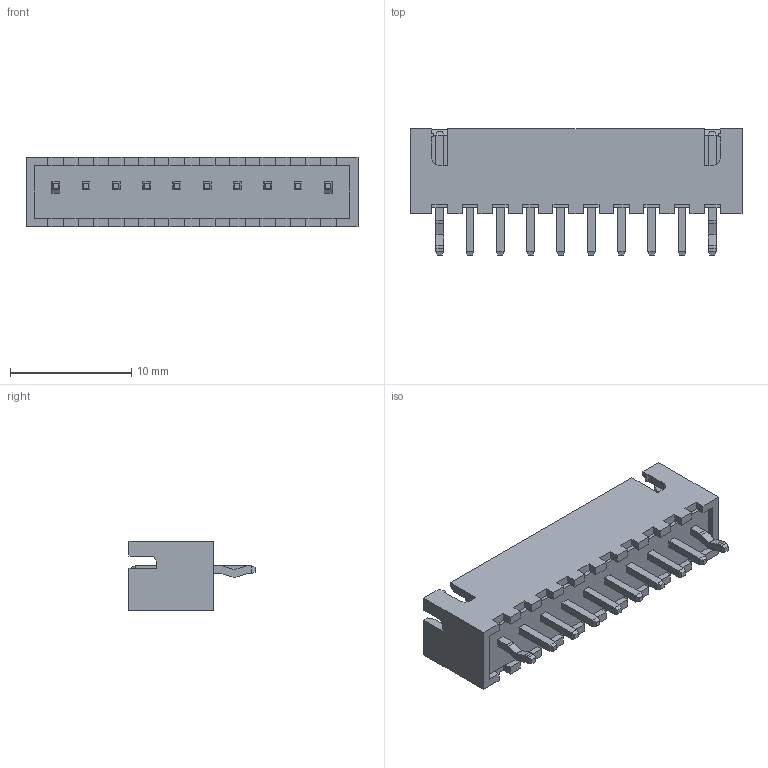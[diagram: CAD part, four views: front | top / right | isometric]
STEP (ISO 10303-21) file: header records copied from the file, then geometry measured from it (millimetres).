
FILE_DESCRIPTION (( 'STEP AP214' ), '1' );
FILE_NAME ('B10B-XH-A.STEP', '2023-11-14T13:40:08', ( '' ), ( '' ), 'SwSTEP 2.0', 'SolidWorks 2021', '' );
FILE_SCHEMA (( 'AUTOMOTIVE_DESIGN' ));
Length unit declared in the file: millimetre
Products named in the file (2): BxB-XH-A_10; B10B-XH-A
Assembly tree (1 placements, depth 2):
  B10B-XH-A
    BxB-XH-A_10
Bounding box: 27.4 x 10.4 x 5.75 mm (x, y, z)
Volume: 401.5 mm3; surface area: 1409.3 mm2
Topology: 11 solids, 11 shells, 371 faces, 923 edges, 574 vertices
Faces by surface type: plane 352, cylinder 19
Entity records: 10858 total; most frequent: CARTESIAN_POINT 1881, ORIENTED_EDGE 1846, DIRECTION 1707, EDGE_CURVE 923, VECTOR 883, LINE 883, VERTEX_POINT 574, AXIS2_PLACEMENT_3D 412
